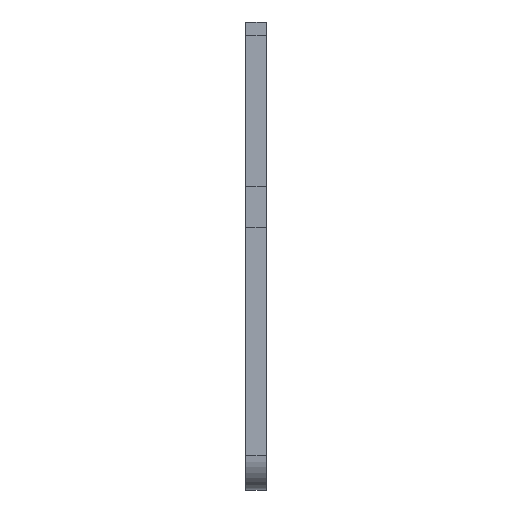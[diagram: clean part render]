
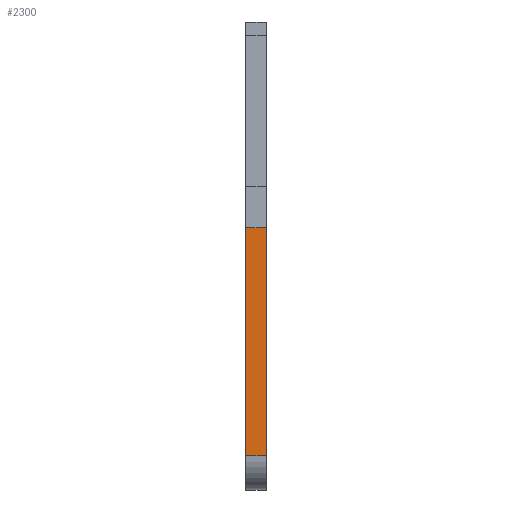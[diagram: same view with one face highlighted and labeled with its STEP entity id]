
A CAD part, left-side view. The second image highlights one B-rep face of the part: STEP entity #2300.
In plain terms, the highlighted planar face has unit normal (-1, 0, 0).
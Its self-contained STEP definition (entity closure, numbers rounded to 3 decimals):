
#280=FACE_OUTER_BOUND('',#420,.T.);
#420=EDGE_LOOP('',(#1811,#1812,#1813,#1814));
#558=LINE('',#3517,#760);
#585=LINE('',#3731,#787);
#623=LINE('',#3957,#825);
#624=LINE('',#3959,#826);
#760=VECTOR('',#2742,10.);
#787=VECTOR('',#2931,10.);
#825=VECTOR('',#3129,10.);
#826=VECTOR('',#3132,10.);
#957=VERTEX_POINT('',#3514);
#958=VERTEX_POINT('',#3516);
#1063=VERTEX_POINT('',#3728);
#1064=VERTEX_POINT('',#3730);
#1202=EDGE_CURVE('',#958,#957,#558,.T.);
#1309=EDGE_CURVE('',#1064,#1063,#585,.T.);
#1423=EDGE_CURVE('',#957,#1064,#623,.T.);
#1424=EDGE_CURVE('',#958,#1063,#624,.T.);
#1811=ORIENTED_EDGE('',*,*,#1423,.T.);
#1812=ORIENTED_EDGE('',*,*,#1309,.T.);
#1813=ORIENTED_EDGE('',*,*,#1424,.F.);
#1814=ORIENTED_EDGE('',*,*,#1202,.T.);
#2258=PLANE('',#2590);
#2300=ADVANCED_FACE('',(#280),#2258,.T.);
#2590=AXIS2_PLACEMENT_3D('',#3958,#3130,#3131);
#2742=DIRECTION('',(0.,0.,1.));
#2931=DIRECTION('',(0.,0.,-1.));
#3129=DIRECTION('',(0.,1.,0.));
#3130=DIRECTION('center_axis',(-1.,0.,0.));
#3131=DIRECTION('ref_axis',(0.,0.,1.));
#3132=DIRECTION('',(0.,1.,0.));
#3514=CARTESIAN_POINT('',(-8.,0.,-18.98));
#3516=CARTESIAN_POINT('',(-8.,0.,-52.28));
#3517=CARTESIAN_POINT('',(-8.,0.,-54.28));
#3728=CARTESIAN_POINT('',(-8.,3.,-52.28));
#3730=CARTESIAN_POINT('',(-8.,3.,-18.98));
#3731=CARTESIAN_POINT('',(-8.,3.,6.02));
#3957=CARTESIAN_POINT('',(-8.,1.5,-18.98));
#3958=CARTESIAN_POINT('Origin',(-8.,0.,-54.28));
#3959=CARTESIAN_POINT('',(-8.,0.,-52.28));
